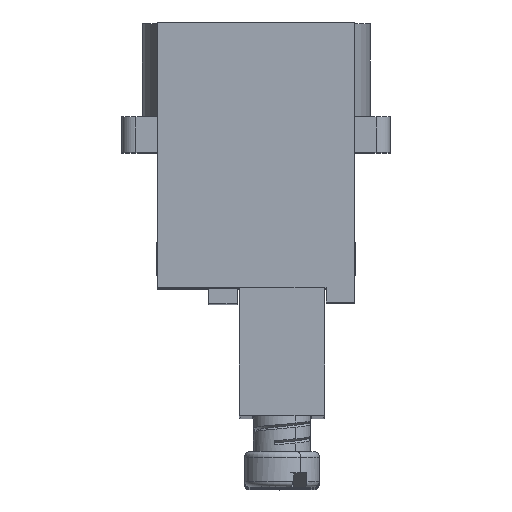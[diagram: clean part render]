
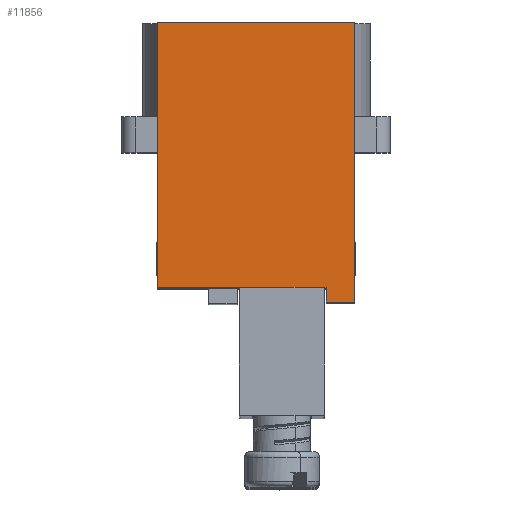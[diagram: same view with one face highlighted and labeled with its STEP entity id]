
A CAD part, top view. The second image highlights one B-rep face of the part: STEP entity #11856.
In plain terms, the highlighted face is planar.
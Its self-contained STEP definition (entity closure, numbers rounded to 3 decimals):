
#2 = ORIENTED_EDGE ( 'NONE', *, *, #22007, .F. ) ;
#641 = DIRECTION ( 'NONE',  ( 0., -1., 0. ) ) ;
#953 = CARTESIAN_POINT ( 'NONE',  ( -34.5, 0., -6.9 ) ) ;
#1395 = DIRECTION ( 'NONE',  ( 0., 0., -1. ) ) ;
#1420 = VERTEX_POINT ( 'NONE', #15389 ) ;
#2320 = ORIENTED_EDGE ( 'NONE', *, *, #7055, .T. ) ;
#2649 = EDGE_CURVE ( 'NONE', #15377, #8359, #8325, .T. ) ;
#2657 = DIRECTION ( 'NONE',  ( 0., 0., -1. ) ) ;
#2747 = CARTESIAN_POINT ( 'NONE',  ( -34.5, 18.6, -4.9 ) ) ;
#4482 = CARTESIAN_POINT ( 'NONE',  ( -34.5, 19.6, -4.9 ) ) ;
#4627 = CARTESIAN_POINT ( 'NONE',  ( -34.5, 18.6, 6.9 ) ) ;
#5012 = LINE ( 'NONE', #16623, #20627 ) ;
#5757 = ORIENTED_EDGE ( 'NONE', *, *, #17704, .F. ) ;
#6663 = LINE ( 'NONE', #4627, #8419 ) ;
#6744 = CARTESIAN_POINT ( 'NONE',  ( -34.5, 19.6, -6.9 ) ) ;
#7055 = EDGE_CURVE ( 'NONE', #1420, #8359, #18515, .T. ) ;
#7477 = FACE_OUTER_BOUND ( 'NONE', #13335, .T. ) ;
#7503 = ORIENTED_EDGE ( 'NONE', *, *, #2649, .F. ) ;
#7583 = CARTESIAN_POINT ( 'NONE',  ( -34.5, 0., 6.9 ) ) ;
#8325 = LINE ( 'NONE', #11547, #14326 ) ;
#8359 = VERTEX_POINT ( 'NONE', #953 ) ;
#8419 = VECTOR ( 'NONE', #18489, 1000. ) ;
#8664 = VECTOR ( 'NONE', #18672, 1000. ) ;
#8915 = CARTESIAN_POINT ( 'NONE',  ( -34.5, 19.6, -4.9 ) ) ;
#9364 = DIRECTION ( 'NONE',  ( 1., 0., 0. ) ) ;
#10224 = AXIS2_PLACEMENT_3D ( 'NONE', #7583, #9364, #2657 ) ;
#11063 = DIRECTION ( 'NONE',  ( 0., -1., 0. ) ) ;
#11547 = CARTESIAN_POINT ( 'NONE',  ( -34.5, 0., 6.9 ) ) ;
#11604 = VERTEX_POINT ( 'NONE', #13381 ) ;
#11765 = LINE ( 'NONE', #6744, #8664 ) ;
#11856 = ADVANCED_FACE ( 'NONE', ( #7477 ), #12811, .F. ) ;
#12640 = ORIENTED_EDGE ( 'NONE', *, *, #12774, .F. ) ;
#12774 = EDGE_CURVE ( 'NONE', #1420, #20310, #11765, .T. ) ;
#12811 = PLANE ( 'NONE',  #10224 ) ;
#12867 = CARTESIAN_POINT ( 'NONE',  ( -34.5, 0., 6.9 ) ) ;
#13335 = EDGE_LOOP ( 'NONE', ( #2320, #7503, #2, #13543, #5757, #12640 ) ) ;
#13381 = CARTESIAN_POINT ( 'NONE',  ( -34.5, 18.6, 6.9 ) ) ;
#13543 = ORIENTED_EDGE ( 'NONE', *, *, #16216, .T. ) ;
#14326 = VECTOR ( 'NONE', #1395, 1000. ) ;
#15377 = VERTEX_POINT ( 'NONE', #12867 ) ;
#15389 = CARTESIAN_POINT ( 'NONE',  ( -34.5, 19.6, -6.9 ) ) ;
#16056 = VERTEX_POINT ( 'NONE', #2747 ) ;
#16062 = CARTESIAN_POINT ( 'NONE',  ( -34.5, 0., -6.9 ) ) ;
#16216 = EDGE_CURVE ( 'NONE', #11604, #16056, #6663, .T. ) ;
#16623 = CARTESIAN_POINT ( 'NONE',  ( -34.5, 0., 6.9 ) ) ;
#17704 = EDGE_CURVE ( 'NONE', #20310, #16056, #17720, .T. ) ;
#17720 = LINE ( 'NONE', #8915, #20525 ) ;
#18489 = DIRECTION ( 'NONE',  ( 0., 0., -1. ) ) ;
#18515 = LINE ( 'NONE', #16062, #19671 ) ;
#18672 = DIRECTION ( 'NONE',  ( 0., 0., 1. ) ) ;
#19671 = VECTOR ( 'NONE', #11063, 1000. ) ;
#20310 = VERTEX_POINT ( 'NONE', #4482 ) ;
#20525 = VECTOR ( 'NONE', #641, 1000. ) ;
#20627 = VECTOR ( 'NONE', #21852, 1000. ) ;
#21852 = DIRECTION ( 'NONE',  ( 0., -1., 0. ) ) ;
#22007 = EDGE_CURVE ( 'NONE', #11604, #15377, #5012, .T. ) ;
